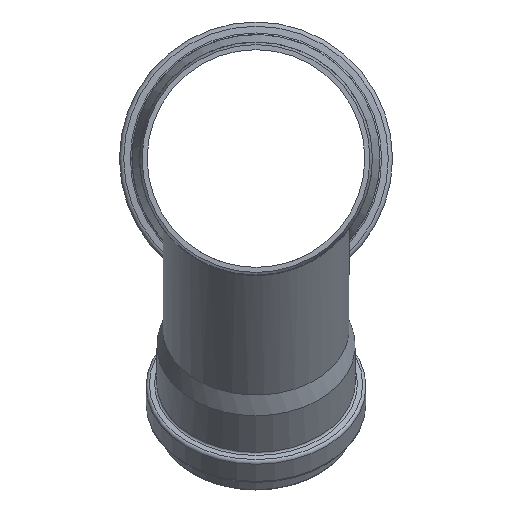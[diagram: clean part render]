
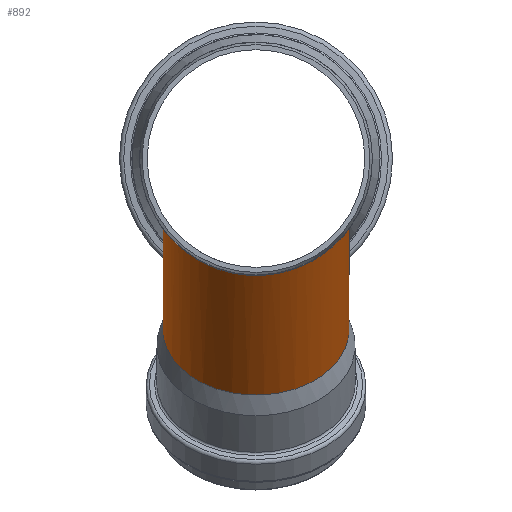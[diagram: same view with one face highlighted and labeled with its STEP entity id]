
A CAD part, front view. The second image highlights one B-rep face of the part: STEP entity #892.
In plain terms, the highlighted cylindrical face has radius 80.05 mm (diameter 160.1 mm), a partial arc.
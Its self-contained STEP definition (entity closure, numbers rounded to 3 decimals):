
#155=FACE_OUTER_BOUND('',#233,.T.);
#233=EDGE_LOOP('',(#707,#708,#709,#710));
#373=CIRCLE('',#971,80.05);
#445=B_SPLINE_CURVE_WITH_KNOTS('',3,(#2150,#2151,#2152,#2153,#2154,#2155,
#2156,#2157,#2158,#2159,#2160,#2161,#2162,#2163,#2164,#2165,#2166,#2167,
#2168,#2169,#2170,#2171,#2172,#2173,#2174,#2175,#2176,#2177,#2178,#2179,
#2180,#2181),.UNSPECIFIED.,.F.,.F.,(4,1,1,1,1,1,1,1,1,1,1,1,1,1,1,1,1,1,
1,1,1,1,1,1,1,1,1,1,1,4),(1.282,3.331,5.382,
7.433,9.484,12.219,14.954,16.321,
17.689,19.512,20.423,21.791,23.158,
25.893,28.628,31.363,34.097,36.832,
38.199,39.567,40.934,42.302,43.669,
45.036,47.771,50.506,52.557,54.608,
56.659,58.708),.UNSPECIFIED.);
#456=B_SPLINE_CURVE_WITH_KNOTS('',3,(#2347,#2348,#2349,#2350,#2351,#2352,
#2353,#2354),.UNSPECIFIED.,.F.,.F.,(4,2,2,4),(1.122,1.126,
1.14,1.158),.UNSPECIFIED.);
#465=B_SPLINE_CURVE_WITH_KNOTS('',3,(#2491,#2492,#2493,#2494,#2495,#2496,
#2497,#2498),.UNSPECIFIED.,.F.,.F.,(4,2,2,4),(0.,0.017,0.03,
0.03),.UNSPECIFIED.);
#477=VERTEX_POINT('',#2123);
#478=VERTEX_POINT('',#2149);
#485=VERTEX_POINT('',#2342);
#492=VERTEX_POINT('',#2490);
#570=EDGE_CURVE('',#477,#478,#445,.T.);
#581=EDGE_CURVE('',#477,#485,#456,.T.);
#590=EDGE_CURVE('',#492,#478,#465,.T.);
#592=EDGE_CURVE('',#485,#492,#373,.T.);
#707=ORIENTED_EDGE('',*,*,#590,.T.);
#708=ORIENTED_EDGE('',*,*,#570,.F.);
#709=ORIENTED_EDGE('',*,*,#581,.T.);
#710=ORIENTED_EDGE('',*,*,#592,.T.);
#867=CYLINDRICAL_SURFACE('',#973,80.05);
#892=ADVANCED_FACE('',(#155),#867,.T.);
#971=AXIS2_PLACEMENT_3D('',#2504,#1126,#1127);
#973=AXIS2_PLACEMENT_3D('',#2506,#1130,#1131);
#1126=DIRECTION('center_axis',(0.,-0.707,0.707));
#1127=DIRECTION('ref_axis',(1.,0.,0.));
#1130=DIRECTION('center_axis',(0.,-0.707,0.707));
#1131=DIRECTION('ref_axis',(0.,-0.707,-0.707));
#2123=CARTESIAN_POINT('',(-35.437,360.232,-95.921));
#2149=CARTESIAN_POINT('',(35.437,360.232,-95.921));
#2150=CARTESIAN_POINT('Ctrl Pts',(-35.437,360.232,-95.921));
#2151=CARTESIAN_POINT('Ctrl Pts',(-39.853,355.409,-94.182));
#2152=CARTESIAN_POINT('Ctrl Pts',(-47.56,344.873,-90.423));
#2153=CARTESIAN_POINT('Ctrl Pts',(-56.771,327.676,-84.495));
#2154=CARTESIAN_POINT('Ctrl Pts',(-64.195,309.592,-78.561));
#2155=CARTESIAN_POINT('Ctrl Pts',(-70.804,288.868,-72.243));
#2156=CARTESIAN_POINT('Ctrl Pts',(-76.244,265.332,-65.986));
#2157=CARTESIAN_POINT('Ctrl Pts',(-79.309,243.23,-61.791));
#2158=CARTESIAN_POINT('Ctrl Pts',(-80.218,225.189,-60.388));
#2159=CARTESIAN_POINT('Ctrl Pts',(-79.792,210.115,-60.823));
#2160=CARTESIAN_POINT('Ctrl Pts',(-77.634,196.939,-63.589));
#2161=CARTESIAN_POINT('Ctrl Pts',(-73.344,185.105,-68.513));
#2162=CARTESIAN_POINT('Ctrl Pts',(-67.913,175.935,-74.049));
#2163=CARTESIAN_POINT('Ctrl Pts',(-57.079,164.827,-83.166));
#2164=CARTESIAN_POINT('Ctrl Pts',(-39.302,155.399,-93.673));
#2165=CARTESIAN_POINT('Ctrl Pts',(-13.618,149.902,-100.835));
#2166=CARTESIAN_POINT('Ctrl Pts',(13.619,149.902,-100.832));
#2167=CARTESIAN_POINT('Ctrl Pts',(39.302,155.4,-93.677));
#2168=CARTESIAN_POINT('Ctrl Pts',(57.08,164.827,-83.164));
#2169=CARTESIAN_POINT('Ctrl Pts',(67.912,175.935,-74.052));
#2170=CARTESIAN_POINT('Ctrl Pts',(74.027,186.25,-67.813));
#2171=CARTESIAN_POINT('Ctrl Pts',(77.939,198.391,-63.182));
#2172=CARTESIAN_POINT('Ctrl Pts',(79.83,211.621,-60.793));
#2173=CARTESIAN_POINT('Ctrl Pts',(80.22,225.189,-60.382));
#2174=CARTESIAN_POINT('Ctrl Pts',(79.308,243.229,-61.794));
#2175=CARTESIAN_POINT('Ctrl Pts',(76.245,265.332,-65.984));
#2176=CARTESIAN_POINT('Ctrl Pts',(70.804,288.868,-72.243));
#2177=CARTESIAN_POINT('Ctrl Pts',(64.195,309.592,-78.561));
#2178=CARTESIAN_POINT('Ctrl Pts',(56.77,327.676,-84.495));
#2179=CARTESIAN_POINT('Ctrl Pts',(47.56,344.873,-90.423));
#2180=CARTESIAN_POINT('Ctrl Pts',(39.853,355.409,-94.182));
#2181=CARTESIAN_POINT('Ctrl Pts',(35.437,360.232,-95.921));
#2342=CARTESIAN_POINT('',(-35.683,360.213,-96.075));
#2347=CARTESIAN_POINT('Ctrl Pts',(-35.437,360.232,-95.921));
#2348=CARTESIAN_POINT('Ctrl Pts',(-35.443,360.235,-95.928));
#2349=CARTESIAN_POINT('Ctrl Pts',(-35.45,360.237,-95.935));
#2350=CARTESIAN_POINT('Ctrl Pts',(-35.485,360.247,-95.97));
#2351=CARTESIAN_POINT('Ctrl Pts',(-35.517,360.249,-95.993));
#2352=CARTESIAN_POINT('Ctrl Pts',(-35.593,360.241,-96.039));
#2353=CARTESIAN_POINT('Ctrl Pts',(-35.638,360.229,-96.059));
#2354=CARTESIAN_POINT('Ctrl Pts',(-35.683,360.213,-96.075));
#2490=CARTESIAN_POINT('',(35.683,360.213,-96.075));
#2491=CARTESIAN_POINT('Ctrl Pts',(35.683,360.213,-96.075));
#2492=CARTESIAN_POINT('Ctrl Pts',(35.631,360.231,-96.056));
#2493=CARTESIAN_POINT('Ctrl Pts',(35.578,360.245,-96.033));
#2494=CARTESIAN_POINT('Ctrl Pts',(35.496,360.248,-95.978));
#2495=CARTESIAN_POINT('Ctrl Pts',(35.465,360.244,-95.952));
#2496=CARTESIAN_POINT('Ctrl Pts',(35.438,360.233,-95.922));
#2497=CARTESIAN_POINT('Ctrl Pts',(35.437,360.232,-95.922));
#2498=CARTESIAN_POINT('Ctrl Pts',(35.437,360.232,-95.921));
#2504=CARTESIAN_POINT('Origin',(0.,309.544,-146.744));
#2506=CARTESIAN_POINT('Origin',(0.,236.172,-73.372));
